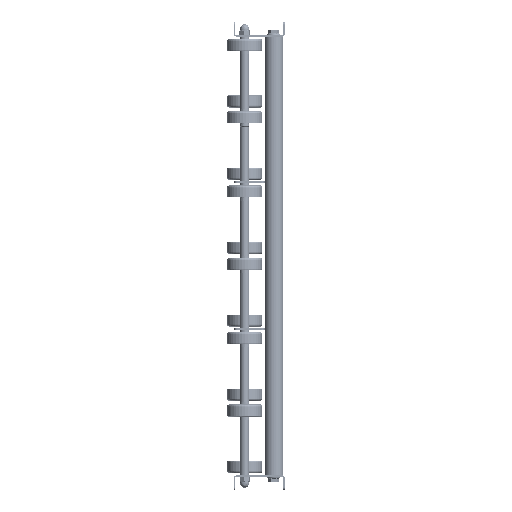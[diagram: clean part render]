
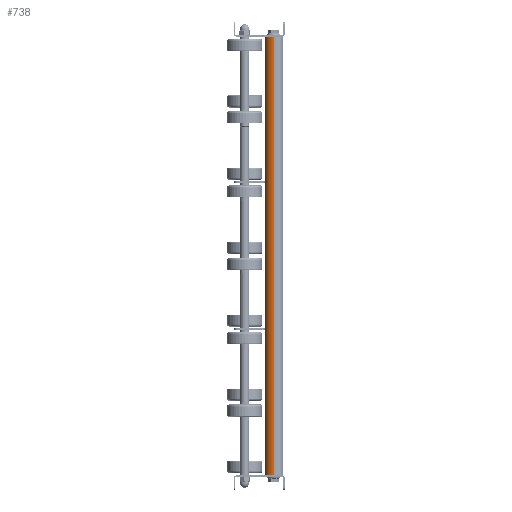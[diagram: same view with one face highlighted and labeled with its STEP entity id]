
A CAD part, left-side view. The second image highlights one B-rep face of the part: STEP entity #738.
In plain terms, the highlighted cylindrical face has radius 12.5 mm (diameter 25 mm), a partial arc.
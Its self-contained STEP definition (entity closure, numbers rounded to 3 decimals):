
#738 = ADVANCED_FACE ( 'NONE', ( #30285 ), #18584, .T. ) ;
#1290 = VERTEX_POINT ( 'NONE', #19153 ) ;
#1448 = CARTESIAN_POINT ( 'NONE',  ( 599., 0., -12.5 ) ) ;
#1571 = DIRECTION ( 'NONE',  ( 0., 0., 1. ) ) ;
#2450 = CARTESIAN_POINT ( 'NONE',  ( 600., 0., -12.5 ) ) ;
#2841 = DIRECTION ( 'NONE',  ( 0., 0., -1. ) ) ;
#2886 = VERTEX_POINT ( 'NONE', #20707 ) ;
#4843 = CARTESIAN_POINT ( 'NONE',  ( 599., 0., 12.5 ) ) ;
#5383 = VECTOR ( 'NONE', #13827, 1000. ) ;
#5844 = CARTESIAN_POINT ( 'NONE',  ( 600., 0., 12.5 ) ) ;
#6015 = VERTEX_POINT ( 'NONE', #1448 ) ;
#6737 = DIRECTION ( 'NONE',  ( -1., 0., 0. ) ) ;
#7906 = ORIENTED_EDGE ( 'NONE', *, *, #27305, .F. ) ;
#8855 = EDGE_CURVE ( 'NONE', #2886, #1290, #18641, .T. ) ;
#9878 = DIRECTION ( 'NONE',  ( 1., 0., 0. ) ) ;
#10395 = ORIENTED_EDGE ( 'NONE', *, *, #12072, .T. ) ;
#12072 = EDGE_CURVE ( 'NONE', #30503, #6015, #20769, .T. ) ;
#13107 = ORIENTED_EDGE ( 'NONE', *, *, #28311, .T. ) ;
#13431 = CARTESIAN_POINT ( 'NONE',  ( 600., 0., 0. ) ) ;
#13827 = DIRECTION ( 'NONE',  ( -1., 0., 0. ) ) ;
#15553 = CARTESIAN_POINT ( 'NONE',  ( 599., 0., 0. ) ) ;
#17743 = DIRECTION ( 'NONE',  ( 0., 0., -1. ) ) ;
#17797 = EDGE_LOOP ( 'NONE', ( #10395, #13107, #24049, #7906 ) ) ;
#17889 = AXIS2_PLACEMENT_3D ( 'NONE', #13431, #6737, #1571 ) ;
#18584 = CYLINDRICAL_SURFACE ( 'NONE', #17889, 12.5 ) ;
#18641 = CIRCLE ( 'NONE', #22602, 12.5 ) ;
#18680 = LINE ( 'NONE', #2450, #5383 ) ;
#19153 = CARTESIAN_POINT ( 'NONE',  ( 1., 0., 12.5 ) ) ;
#19779 = AXIS2_PLACEMENT_3D ( 'NONE', #15553, #20244, #17743 ) ;
#20244 = DIRECTION ( 'NONE',  ( -1., 0., 0. ) ) ;
#20707 = CARTESIAN_POINT ( 'NONE',  ( 1., 0., -12.5 ) ) ;
#20769 = CIRCLE ( 'NONE', #19779, 12.5 ) ;
#22602 = AXIS2_PLACEMENT_3D ( 'NONE', #29205, #9878, #2841 ) ;
#24049 = ORIENTED_EDGE ( 'NONE', *, *, #8855, .T. ) ;
#24863 = DIRECTION ( 'NONE',  ( -1., 0., 0. ) ) ;
#27212 = LINE ( 'NONE', #5844, #27320 ) ;
#27305 = EDGE_CURVE ( 'NONE', #30503, #1290, #27212, .T. ) ;
#27320 = VECTOR ( 'NONE', #24863, 1000. ) ;
#28311 = EDGE_CURVE ( 'NONE', #6015, #2886, #18680, .T. ) ;
#29205 = CARTESIAN_POINT ( 'NONE',  ( 1., 0., 0. ) ) ;
#30285 = FACE_OUTER_BOUND ( 'NONE', #17797, .T. ) ;
#30503 = VERTEX_POINT ( 'NONE', #4843 ) ;
